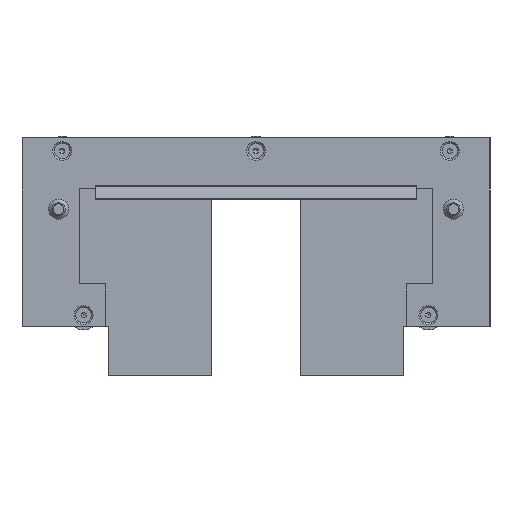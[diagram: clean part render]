
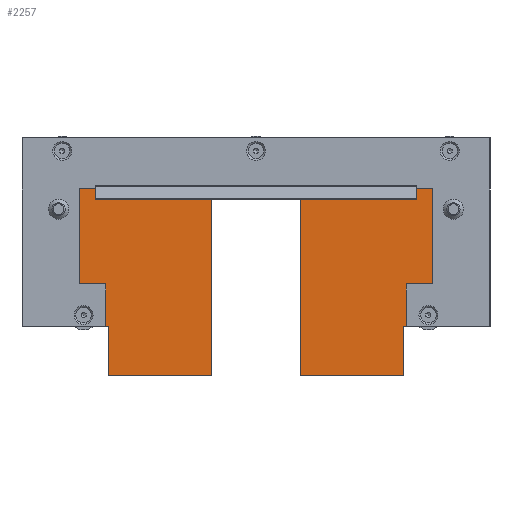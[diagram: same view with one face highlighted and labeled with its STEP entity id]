
A CAD part, front view. The second image highlights one B-rep face of the part: STEP entity #2257.
In plain terms, the highlighted face is planar.
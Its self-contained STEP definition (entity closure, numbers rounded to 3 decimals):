
#281=FACE_BOUND('',#528,.T.);
#282=FACE_BOUND('',#529,.T.);
#283=FACE_BOUND('',#530,.T.);
#284=FACE_BOUND('',#531,.T.);
#285=FACE_BOUND('',#532,.T.);
#311=PLANE('',#2604);
#392=FACE_OUTER_BOUND('',#527,.T.);
#527=EDGE_LOOP('',(#1732,#1733,#1734,#1735,#1736,#1737,#1738,#1739,#1740,
#1741,#1742,#1743));
#528=EDGE_LOOP('',(#1744));
#529=EDGE_LOOP('',(#1745));
#530=EDGE_LOOP('',(#1746));
#531=EDGE_LOOP('',(#1747));
#532=EDGE_LOOP('',(#1748));
#686=LINE('',#3636,#872);
#687=LINE('',#3638,#873);
#688=LINE('',#3640,#874);
#689=LINE('',#3642,#875);
#690=LINE('',#3644,#876);
#691=LINE('',#3646,#877);
#692=LINE('',#3648,#878);
#693=LINE('',#3650,#879);
#694=LINE('',#3652,#880);
#695=LINE('',#3654,#881);
#696=LINE('',#3656,#882);
#697=LINE('',#3657,#883);
#872=VECTOR('',#2956,10.);
#873=VECTOR('',#2957,10.);
#874=VECTOR('',#2958,10.);
#875=VECTOR('',#2959,10.);
#876=VECTOR('',#2960,10.);
#877=VECTOR('',#2961,10.);
#878=VECTOR('',#2962,10.);
#879=VECTOR('',#2963,10.);
#880=VECTOR('',#2964,10.);
#881=VECTOR('',#2965,10.);
#882=VECTOR('',#2966,10.);
#883=VECTOR('',#2967,10.);
#1025=CIRCLE('',#2591,2.75);
#1027=CIRCLE('',#2594,2.75);
#1029=CIRCLE('',#2597,2.75);
#1031=CIRCLE('',#2600,2.75);
#1033=CIRCLE('',#2603,2.75);
#1134=VERTEX_POINT('',#3606);
#1136=VERTEX_POINT('',#3612);
#1138=VERTEX_POINT('',#3618);
#1140=VERTEX_POINT('',#3624);
#1142=VERTEX_POINT('',#3630);
#1143=VERTEX_POINT('',#3634);
#1144=VERTEX_POINT('',#3635);
#1145=VERTEX_POINT('',#3637);
#1146=VERTEX_POINT('',#3639);
#1147=VERTEX_POINT('',#3641);
#1148=VERTEX_POINT('',#3643);
#1149=VERTEX_POINT('',#3645);
#1150=VERTEX_POINT('',#3647);
#1151=VERTEX_POINT('',#3649);
#1152=VERTEX_POINT('',#3651);
#1153=VERTEX_POINT('',#3653);
#1154=VERTEX_POINT('',#3655);
#1354=EDGE_CURVE('',#1134,#1134,#1025,.T.);
#1357=EDGE_CURVE('',#1136,#1136,#1027,.T.);
#1360=EDGE_CURVE('',#1138,#1138,#1029,.T.);
#1363=EDGE_CURVE('',#1140,#1140,#1031,.T.);
#1366=EDGE_CURVE('',#1142,#1142,#1033,.T.);
#1367=EDGE_CURVE('',#1143,#1144,#686,.T.);
#1368=EDGE_CURVE('',#1144,#1145,#687,.T.);
#1369=EDGE_CURVE('',#1145,#1146,#688,.T.);
#1370=EDGE_CURVE('',#1146,#1147,#689,.T.);
#1371=EDGE_CURVE('',#1147,#1148,#690,.T.);
#1372=EDGE_CURVE('',#1148,#1149,#691,.T.);
#1373=EDGE_CURVE('',#1149,#1150,#692,.T.);
#1374=EDGE_CURVE('',#1150,#1151,#693,.T.);
#1375=EDGE_CURVE('',#1151,#1152,#694,.T.);
#1376=EDGE_CURVE('',#1152,#1153,#695,.T.);
#1377=EDGE_CURVE('',#1153,#1154,#696,.T.);
#1378=EDGE_CURVE('',#1154,#1143,#697,.T.);
#1732=ORIENTED_EDGE('',*,*,#1367,.T.);
#1733=ORIENTED_EDGE('',*,*,#1368,.T.);
#1734=ORIENTED_EDGE('',*,*,#1369,.T.);
#1735=ORIENTED_EDGE('',*,*,#1370,.T.);
#1736=ORIENTED_EDGE('',*,*,#1371,.T.);
#1737=ORIENTED_EDGE('',*,*,#1372,.T.);
#1738=ORIENTED_EDGE('',*,*,#1373,.T.);
#1739=ORIENTED_EDGE('',*,*,#1374,.T.);
#1740=ORIENTED_EDGE('',*,*,#1375,.T.);
#1741=ORIENTED_EDGE('',*,*,#1376,.T.);
#1742=ORIENTED_EDGE('',*,*,#1377,.T.);
#1743=ORIENTED_EDGE('',*,*,#1378,.T.);
#1744=ORIENTED_EDGE('',*,*,#1354,.T.);
#1745=ORIENTED_EDGE('',*,*,#1357,.T.);
#1746=ORIENTED_EDGE('',*,*,#1360,.T.);
#1747=ORIENTED_EDGE('',*,*,#1363,.T.);
#1748=ORIENTED_EDGE('',*,*,#1366,.T.);
#2257=ADVANCED_FACE('',(#392,#281,#282,#283,#284,#285),#311,.T.);
#2591=AXIS2_PLACEMENT_3D('',#3608,#2924,#2925);
#2594=AXIS2_PLACEMENT_3D('',#3614,#2931,#2932);
#2597=AXIS2_PLACEMENT_3D('',#3620,#2938,#2939);
#2600=AXIS2_PLACEMENT_3D('',#3626,#2945,#2946);
#2603=AXIS2_PLACEMENT_3D('',#3632,#2952,#2953);
#2604=AXIS2_PLACEMENT_3D('',#3633,#2954,#2955);
#2924=DIRECTION('center_axis',(0.,0.,1.));
#2925=DIRECTION('ref_axis',(1.,0.,0.));
#2931=DIRECTION('center_axis',(0.,0.,1.));
#2932=DIRECTION('ref_axis',(1.,0.,0.));
#2938=DIRECTION('center_axis',(0.,0.,1.));
#2939=DIRECTION('ref_axis',(1.,0.,0.));
#2945=DIRECTION('center_axis',(0.,0.,1.));
#2946=DIRECTION('ref_axis',(1.,0.,0.));
#2952=DIRECTION('center_axis',(0.,0.,1.));
#2953=DIRECTION('ref_axis',(1.,0.,0.));
#2954=DIRECTION('center_axis',(0.,0.,-1.));
#2955=DIRECTION('ref_axis',(-1.,0.,0.));
#2956=DIRECTION('',(0.,1.,0.));
#2957=DIRECTION('',(-1.,0.,0.));
#2958=DIRECTION('',(0.,1.,0.));
#2959=DIRECTION('',(1.,0.,0.));
#2960=DIRECTION('',(0.,-1.,0.));
#2961=DIRECTION('',(-1.,0.,0.));
#2962=DIRECTION('',(0.,-1.,0.));
#2963=DIRECTION('',(-1.,0.,0.));
#2964=DIRECTION('',(0.,1.,0.));
#2965=DIRECTION('',(-1.,0.,0.));
#2966=DIRECTION('',(0.,-1.,0.));
#2967=DIRECTION('',(-1.,0.,0.));
#3606=CARTESIAN_POINT('',(-107.75,37.,-1.5));
#3608=CARTESIAN_POINT('Origin',(-105.,37.,-1.5));
#3612=CARTESIAN_POINT('',(114.75,137.,-1.5));
#3614=CARTESIAN_POINT('Origin',(117.5,137.,-1.5));
#3618=CARTESIAN_POINT('',(-2.75,137.,-1.5));
#3620=CARTESIAN_POINT('Origin',(0.,137.,-1.5));
#3624=CARTESIAN_POINT('',(-120.25,137.,-1.5));
#3626=CARTESIAN_POINT('Origin',(-117.5,137.,-1.5));
#3630=CARTESIAN_POINT('',(102.25,37.,-1.5));
#3632=CARTESIAN_POINT('Origin',(105.,37.,-1.5));
#3633=CARTESIAN_POINT('Origin',(0.,72.5,-1.5));
#3634=CARTESIAN_POINT('',(-90.,0.,-1.5));
#3635=CARTESIAN_POINT('',(-90.,30.,-1.5));
#3636=CARTESIAN_POINT('',(-90.,30.,-1.5));
#3637=CARTESIAN_POINT('',(-142.5,30.,-1.5));
#3638=CARTESIAN_POINT('',(-142.5,30.,-1.5));
#3639=CARTESIAN_POINT('',(-142.5,145.,-1.5));
#3640=CARTESIAN_POINT('',(-142.5,145.,-1.5));
#3641=CARTESIAN_POINT('',(142.5,145.,-1.5));
#3642=CARTESIAN_POINT('',(142.5,145.,-1.5));
#3643=CARTESIAN_POINT('',(142.5,30.,-1.5));
#3644=CARTESIAN_POINT('',(142.5,30.,-1.5));
#3645=CARTESIAN_POINT('',(90.,30.,-1.5));
#3646=CARTESIAN_POINT('',(90.,30.,-1.5));
#3647=CARTESIAN_POINT('',(90.,0.,-1.5));
#3648=CARTESIAN_POINT('',(90.,0.,-1.5));
#3649=CARTESIAN_POINT('',(27.,0.,-1.5));
#3650=CARTESIAN_POINT('',(27.,0.,-1.5));
#3651=CARTESIAN_POINT('',(27.,110.,-1.5));
#3652=CARTESIAN_POINT('',(27.,110.,-1.5));
#3653=CARTESIAN_POINT('',(-27.,110.,-1.5));
#3654=CARTESIAN_POINT('',(-27.,110.,-1.5));
#3655=CARTESIAN_POINT('',(-27.,0.,-1.5));
#3656=CARTESIAN_POINT('',(-27.,0.,-1.5));
#3657=CARTESIAN_POINT('',(-90.,0.,-1.5));
